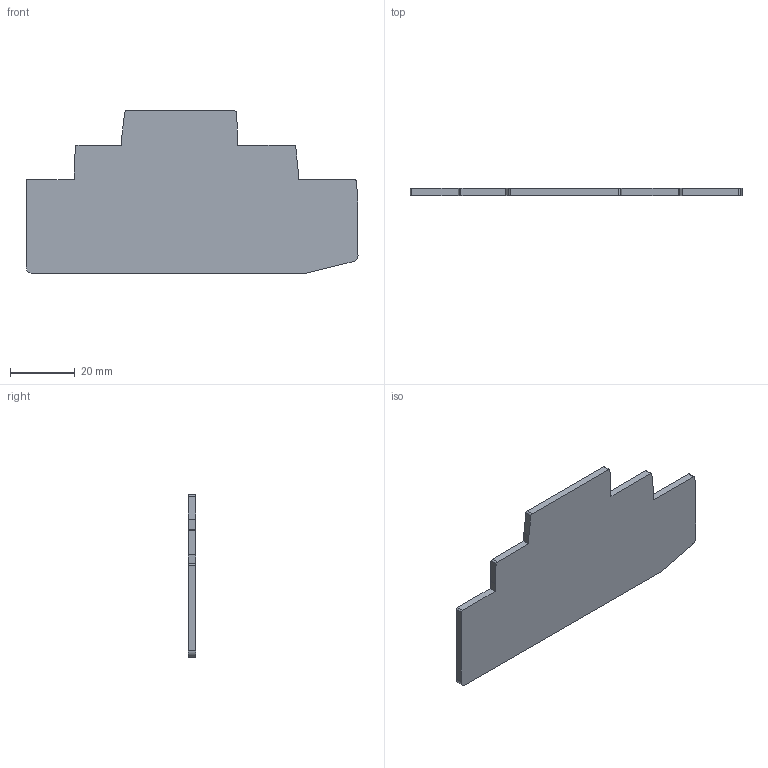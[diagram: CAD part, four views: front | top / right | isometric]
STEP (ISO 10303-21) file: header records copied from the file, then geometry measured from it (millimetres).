
FILE_DESCRIPTION( ('This file contains a STEP AP42 implementation' ,'as created by ZW3D STEP Interface translator.') ,'2;1' );
FILE_NAME( 'DUV2.5-302-XX-00A.stp' ,'2410 8.111014', (''), ('ZWCAD Software Co.'), 'Version 1.0', 'ZW3D to STEP translator', '' );
FILE_SCHEMA(('CONFIG_CONTROL_DESIGN'));
Length unit declared in the file: millimetre
Products named in the file (1): 0
Bounding box: 102.2 x 2.2 x 49.98 mm (x, y, z)
Volume: 8814.1 mm3; surface area: 8663 mm2
Topology: 1 solids, 1 shells, 29 faces, 81 edges, 54 vertices
Faces by surface type: bspline 29
Entity records: 951 total; most frequent: CARTESIAN_POINT 465, ORIENTED_EDGE 162, EDGE_CURVE 81, B_SPLINE_CURVE_WITH_KNOTS 63, VERTEX_POINT 54, EDGE_LOOP 29, FACE_OUTER_BOUND 29, ADVANCED_FACE 29
